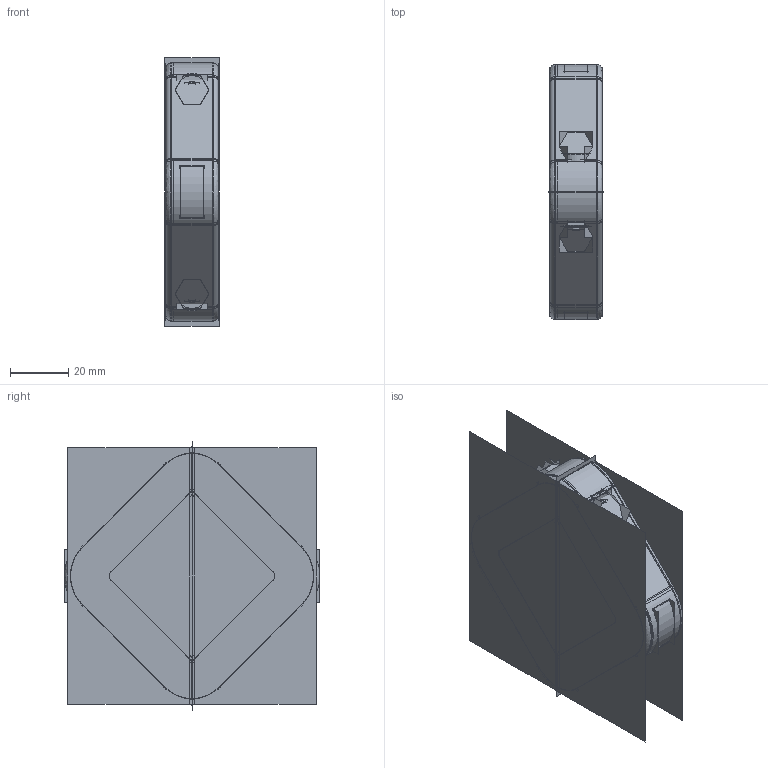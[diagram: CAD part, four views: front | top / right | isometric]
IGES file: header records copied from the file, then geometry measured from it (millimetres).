
Start section:  PTC IGES file: 692952_asm.igs
Global section: file name: 692952_asm.igs; native system: Pro/ENGINEER by Parametric Technology Corporation; preprocessor: 2005310; author: RCRU23; organization: Unknown; date: 061013.145713; units: millimetre
Bounding box: 18.72 x 87.81 x 92.09 mm (x, y, z)
Surface area: 55622 mm2 (no closed solid volume)
Topology: 0 solids, 0 shells, 504 faces, 6760 edges, 8880 vertices
Faces by surface type: revolution 280, bspline 224
